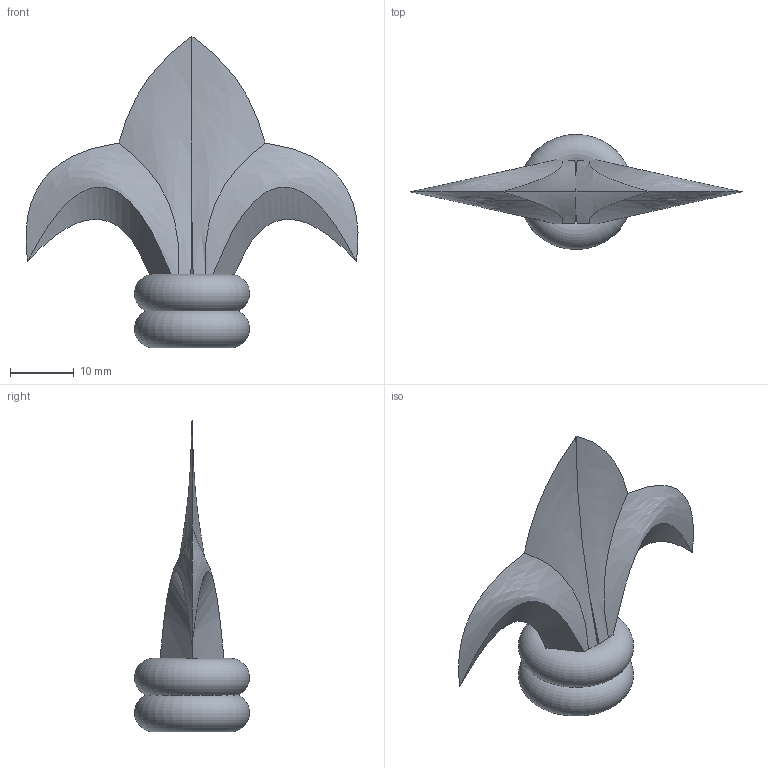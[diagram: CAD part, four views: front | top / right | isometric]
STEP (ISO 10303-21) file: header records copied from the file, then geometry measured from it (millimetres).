
FILE_DESCRIPTION(('FreeCAD Model'),'2;1');
FILE_NAME('Open CASCADE Shape Model','2024-04-09T16:17:03',(''),(''), 'Open CASCADE STEP processor 7.6','FreeCAD','Unknown');
FILE_SCHEMA(('AUTOMOTIVE_DESIGN { 1 0 10303 214 1 1 1 1 }'));
Length unit declared in the file: millimetre
Products named in the file (1): Fusion002
Bounding box: 51.91 x 17.99 x 48.72 mm (x, y, z)
Volume: 5119.5 mm3; surface area: 3434.6 mm2
Topology: 1 solids, 1 shells, 24 faces, 63 edges, 34 vertices
Faces by surface type: bspline 20, torus 4
Entity records: 3964 total; most frequent: CARTESIAN_POINT 3017, B_SPLINE_CURVE_WITH_KNOTS 119, ORIENTED_EDGE 118, PCURVE 118, DEFINITIONAL_REPRESENTATION 118, DIRECTION 77, EDGE_CURVE 59, SURFACE_CURVE 54
